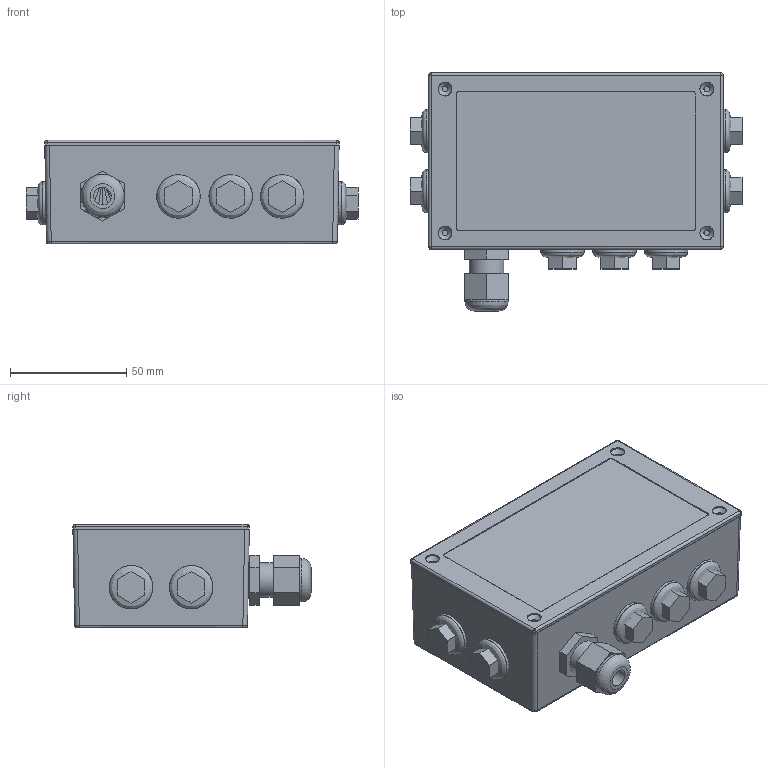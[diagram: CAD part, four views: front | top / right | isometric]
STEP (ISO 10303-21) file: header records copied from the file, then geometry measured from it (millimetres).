
FILE_DESCRIPTION(/* description */ (''),/* implementation_level */ '2;1');
FILE_NAME(/* name */ 'CAN-IO45',/* time_stamp */ '2022-03-10T08:10:59+01:00',/* author */ (''),/* organization */ (''),/* preprocessor_version */ 'ST-DEVELOPER v16.5',/* originating_system */ 'Rhino 7.15',/* authorisation */ '');
FILE_SCHEMA (('AUTOMOTIVE_DESIGN'));
Length unit declared in the file: millimetre
Products named in the file (2): Document; Block 01
Assembly tree (1 placements, depth 2):
  Document
    Block 01
Bounding box: 143.02 x 102.62 x 44.56 mm (x, y, z)
Volume: 84630.6 mm3; surface area: 145216.3 mm2
Topology: 20 solids, 283 shells, 1524 faces, 4079 edges, 2820 vertices
Faces by surface type: plane 1001, bspline 344, cylinder 179
Full cylindrical faces by diameter (mm): 0.925 x15, 1.35 x14, 2.5 x8, 2.805 x1, 2.9 x14, 3.1 x3, 4.1 x2, 4.5 x2, 5 x4, 6 x4, 7.6 x1, 8 x2, 11 x7, 12 x2, 15 x17, 18.706 x1
Entity records: 83163 total; most frequent: CARTESIAN_POINT 54998, ORIENTED_EDGE 6981, EDGE_CURVE 4040, B_SPLINE_CURVE_WITH_KNOTS 3382, VERTEX_POINT 2792, EDGE_LOOP 1751, ADVANCED_FACE 1520, FACE_OUTER_BOUND 1520
